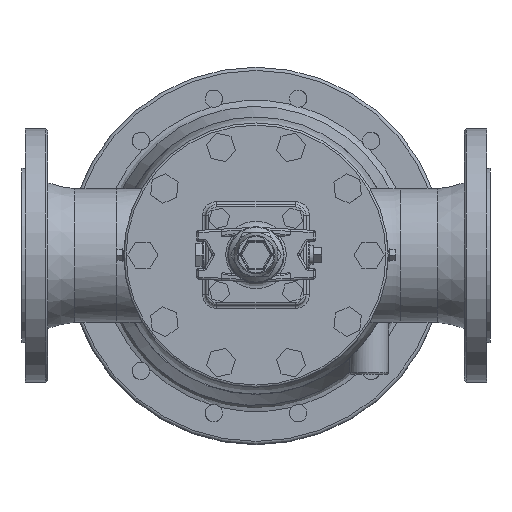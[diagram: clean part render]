
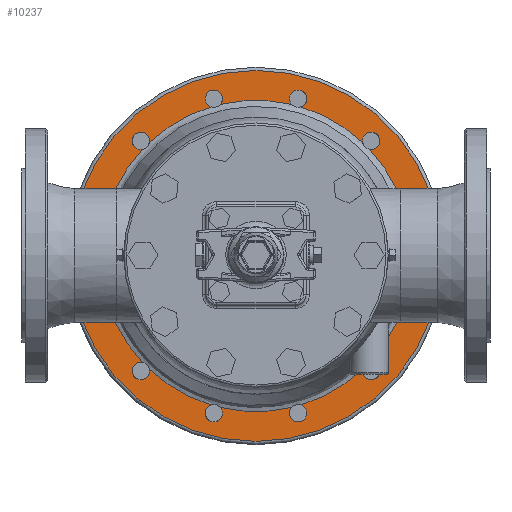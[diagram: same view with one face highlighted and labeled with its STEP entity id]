
A CAD part, top view. The second image highlights one B-rep face of the part: STEP entity #10237.
In plain terms, the highlighted planar face has unit normal (0, 0, 1).
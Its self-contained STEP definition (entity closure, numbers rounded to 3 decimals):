
#6878=CARTESIAN_POINT('',(-98.915,-105.124,-219.0));
#6879=VERTEX_POINT('',#6878);
#6880=CARTESIAN_POINT('',(-105.124,-98.915,-219.0));
#6881=VERTEX_POINT('',#6880);
#6882=CARTESIAN_POINT('',(-106.748,-106.748,-219.0));
#6883=DIRECTION('',(0.0,0.0,-1.0));
#6884=DIRECTION('',(0.866,-0.5,0.0));
#6885=AXIS2_PLACEMENT_3D('',#6882,#6883,#6884);
#6886=CIRCLE('',#6885,8.0);
#6887=EDGE_CURVE('',#6879,#6881,#6886,.T.);
#7162=CARTESIAN_POINT('',(-138.225,-41.583,-219.0));
#7163=VERTEX_POINT('',#7162);
#7164=CARTESIAN_POINT('',(-140.498,-33.101,-219.0));
#7165=VERTEX_POINT('',#7164);
#7166=CARTESIAN_POINT('',(-145.821,-39.073,-219.0));
#7167=DIRECTION('',(0.0,0.0,-1.0));
#7168=DIRECTION('',(0.5,-0.866,0.0));
#7169=AXIS2_PLACEMENT_3D('',#7166,#7167,#7168);
#7170=CIRCLE('',#7169,8.0);
#7171=EDGE_CURVE('',#7163,#7165,#7170,.T.);
#7444=CARTESIAN_POINT('',(-140.498,33.101,-219.0));
#7445=VERTEX_POINT('',#7444);
#7446=CARTESIAN_POINT('',(-138.225,41.583,-219.0));
#7447=VERTEX_POINT('',#7446);
#7448=CARTESIAN_POINT('',(-145.821,39.073,-219.0));
#7449=DIRECTION('',(0.0,0.0,-1.0));
#7450=DIRECTION('',(0.0,-1.0,0.0));
#7451=AXIS2_PLACEMENT_3D('',#7448,#7449,#7450);
#7452=CIRCLE('',#7451,8.);
#7453=EDGE_CURVE('',#7445,#7447,#7452,.T.);
#7728=CARTESIAN_POINT('',(-105.124,98.915,-219.0));
#7729=VERTEX_POINT('',#7728);
#7730=CARTESIAN_POINT('',(-98.915,105.124,-219.0));
#7731=VERTEX_POINT('',#7730);
#7732=CARTESIAN_POINT('',(-106.748,106.748,-219.0));
#7733=DIRECTION('',(0.0,0.0,-1.0));
#7734=DIRECTION('',(-0.5,-0.866,0.0));
#7735=AXIS2_PLACEMENT_3D('',#7732,#7733,#7734);
#7736=CIRCLE('',#7735,8.0);
#7737=EDGE_CURVE('',#7729,#7731,#7736,.T.);
#8012=CARTESIAN_POINT('',(-41.583,138.225,-219.0));
#8013=VERTEX_POINT('',#8012);
#8014=CARTESIAN_POINT('',(-33.101,140.498,-219.0));
#8015=VERTEX_POINT('',#8014);
#8016=CARTESIAN_POINT('',(-39.073,145.821,-219.0));
#8017=DIRECTION('',(0.0,0.0,-1.));
#8018=DIRECTION('',(-0.866,-0.5,0.0));
#8019=AXIS2_PLACEMENT_3D('',#8016,#8017,#8018);
#8020=CIRCLE('',#8019,8.0);
#8021=EDGE_CURVE('',#8013,#8015,#8020,.T.);
#8294=CARTESIAN_POINT('',(33.101,140.498,-219.0));
#8295=VERTEX_POINT('',#8294);
#8296=CARTESIAN_POINT('',(41.583,138.225,-219.0));
#8297=VERTEX_POINT('',#8296);
#8298=CARTESIAN_POINT('',(39.073,145.821,-219.0));
#8299=DIRECTION('',(0.0,0.0,-1.0));
#8300=DIRECTION('',(-1.0,0.0,0.0));
#8301=AXIS2_PLACEMENT_3D('',#8298,#8299,#8300);
#8302=CIRCLE('',#8301,8.0);
#8303=EDGE_CURVE('',#8295,#8297,#8302,.T.);
#8578=CARTESIAN_POINT('',(98.915,105.124,-219.0));
#8579=VERTEX_POINT('',#8578);
#8580=CARTESIAN_POINT('',(105.124,98.915,-219.0));
#8581=VERTEX_POINT('',#8580);
#8582=CARTESIAN_POINT('',(106.748,106.748,-219.0));
#8583=DIRECTION('',(0.0,0.0,-1.));
#8584=DIRECTION('',(-0.866,0.5,0.0));
#8585=AXIS2_PLACEMENT_3D('',#8582,#8583,#8584);
#8586=CIRCLE('',#8585,8.0);
#8587=EDGE_CURVE('',#8579,#8581,#8586,.T.);
#8862=CARTESIAN_POINT('',(138.225,41.583,-219.0));
#8863=VERTEX_POINT('',#8862);
#8864=CARTESIAN_POINT('',(140.498,33.101,-219.0));
#8865=VERTEX_POINT('',#8864);
#8866=CARTESIAN_POINT('',(145.821,39.073,-219.0));
#8867=DIRECTION('',(0.0,0.0,-1.));
#8868=DIRECTION('',(-0.5,0.866,0.0));
#8869=AXIS2_PLACEMENT_3D('',#8866,#8867,#8868);
#8870=CIRCLE('',#8869,8.0);
#8871=EDGE_CURVE('',#8863,#8865,#8870,.T.);
#9144=CARTESIAN_POINT('',(140.498,-33.101,-219.0));
#9145=VERTEX_POINT('',#9144);
#9146=CARTESIAN_POINT('',(138.225,-41.583,-219.0));
#9147=VERTEX_POINT('',#9146);
#9148=CARTESIAN_POINT('',(145.821,-39.073,-219.0));
#9149=DIRECTION('',(0.0,0.0,-1.0));
#9150=DIRECTION('',(0.0,1.0,0.0));
#9151=AXIS2_PLACEMENT_3D('',#9148,#9149,#9150);
#9152=CIRCLE('',#9151,8.0);
#9153=EDGE_CURVE('',#9145,#9147,#9152,.T.);
#9428=CARTESIAN_POINT('',(105.124,-98.915,-219.0));
#9429=VERTEX_POINT('',#9428);
#9430=CARTESIAN_POINT('',(98.915,-105.124,-219.0));
#9431=VERTEX_POINT('',#9430);
#9432=CARTESIAN_POINT('',(106.748,-106.748,-219.0));
#9433=DIRECTION('',(0.0,0.0,-1.0));
#9434=DIRECTION('',(0.5,0.866,0.0));
#9435=AXIS2_PLACEMENT_3D('',#9432,#9433,#9434);
#9436=CIRCLE('',#9435,8.0);
#9437=EDGE_CURVE('',#9429,#9431,#9436,.T.);
#9712=CARTESIAN_POINT('',(41.583,-138.225,-219.0));
#9713=VERTEX_POINT('',#9712);
#9714=CARTESIAN_POINT('',(33.101,-140.498,-219.0));
#9715=VERTEX_POINT('',#9714);
#9716=CARTESIAN_POINT('',(39.073,-145.821,-219.0));
#9717=DIRECTION('',(0.0,0.0,-1.));
#9718=DIRECTION('',(0.866,0.5,0.0));
#9719=AXIS2_PLACEMENT_3D('',#9716,#9717,#9718);
#9720=CIRCLE('',#9719,8.0);
#9721=EDGE_CURVE('',#9713,#9715,#9720,.T.);
#10004=CARTESIAN_POINT('',(-41.583,-138.225,-219.0));
#10005=VERTEX_POINT('',#10004);
#10006=CARTESIAN_POINT('',(0.0,0.0,-219.0));
#10007=DIRECTION('',(0.0,0.0,1.0));
#10008=DIRECTION('',(1.0,0.0,0.0));
#10009=AXIS2_PLACEMENT_3D('',#10006,#10007,#10008);
#10010=CIRCLE('',#10009,144.344);
#10011=EDGE_CURVE('',#6879,#10005,#10010,.T.);
#10013=CARTESIAN_POINT('',(-33.101,-140.498,-219.0));
#10014=VERTEX_POINT('',#10013);
#10030=CARTESIAN_POINT('',(0.0,0.0,-219.0));
#10031=DIRECTION('',(0.0,0.0,1.0));
#10032=DIRECTION('',(1.0,0.0,0.0));
#10033=AXIS2_PLACEMENT_3D('',#10030,#10031,#10032);
#10034=CIRCLE('',#10033,144.344);
#10035=EDGE_CURVE('',#10014,#9715,#10034,.T.);
#10038=CARTESIAN_POINT('',(0.0,0.0,-219.0));
#10039=DIRECTION('',(0.0,0.0,1.0));
#10040=DIRECTION('',(1.0,0.0,0.0));
#10041=AXIS2_PLACEMENT_3D('',#10038,#10039,#10040);
#10042=CIRCLE('',#10041,144.344);
#10043=EDGE_CURVE('',#9713,#9431,#10042,.T.);
#10046=CARTESIAN_POINT('',(0.0,0.0,-219.0));
#10047=DIRECTION('',(0.0,0.0,1.0));
#10048=DIRECTION('',(1.0,0.0,0.0));
#10049=AXIS2_PLACEMENT_3D('',#10046,#10047,#10048);
#10050=CIRCLE('',#10049,144.344);
#10051=EDGE_CURVE('',#9429,#9147,#10050,.T.);
#10054=CARTESIAN_POINT('',(0.0,0.0,-219.0));
#10055=DIRECTION('',(0.0,0.0,1.0));
#10056=DIRECTION('',(1.0,0.0,0.0));
#10057=AXIS2_PLACEMENT_3D('',#10054,#10055,#10056);
#10058=CIRCLE('',#10057,144.344);
#10059=EDGE_CURVE('',#9145,#8865,#10058,.T.);
#10062=CARTESIAN_POINT('',(0.0,0.0,-219.0));
#10063=DIRECTION('',(0.0,0.0,1.0));
#10064=DIRECTION('',(1.0,0.0,0.0));
#10065=AXIS2_PLACEMENT_3D('',#10062,#10063,#10064);
#10066=CIRCLE('',#10065,144.344);
#10067=EDGE_CURVE('',#8863,#8581,#10066,.T.);
#10070=CARTESIAN_POINT('',(0.0,0.0,-219.0));
#10071=DIRECTION('',(0.0,0.0,1.0));
#10072=DIRECTION('',(1.0,0.0,0.0));
#10073=AXIS2_PLACEMENT_3D('',#10070,#10071,#10072);
#10074=CIRCLE('',#10073,144.344);
#10075=EDGE_CURVE('',#8579,#8297,#10074,.T.);
#10078=CARTESIAN_POINT('',(0.0,0.0,-219.0));
#10079=DIRECTION('',(0.0,0.0,1.0));
#10080=DIRECTION('',(1.0,0.0,0.0));
#10081=AXIS2_PLACEMENT_3D('',#10078,#10079,#10080);
#10082=CIRCLE('',#10081,144.344);
#10083=EDGE_CURVE('',#8295,#8015,#10082,.T.);
#10086=CARTESIAN_POINT('',(0.0,0.0,-219.0));
#10087=DIRECTION('',(0.0,0.0,1.0));
#10088=DIRECTION('',(1.0,0.0,0.0));
#10089=AXIS2_PLACEMENT_3D('',#10086,#10087,#10088);
#10090=CIRCLE('',#10089,144.344);
#10091=EDGE_CURVE('',#8013,#7731,#10090,.T.);
#10094=CARTESIAN_POINT('',(0.0,0.0,-219.0));
#10095=DIRECTION('',(0.0,0.0,1.0));
#10096=DIRECTION('',(1.0,0.0,0.0));
#10097=AXIS2_PLACEMENT_3D('',#10094,#10095,#10096);
#10098=CIRCLE('',#10097,144.344);
#10099=EDGE_CURVE('',#7729,#7447,#10098,.T.);
#10102=CARTESIAN_POINT('',(0.0,0.0,-219.0));
#10103=DIRECTION('',(0.0,0.0,1.0));
#10104=DIRECTION('',(1.0,0.0,0.0));
#10105=AXIS2_PLACEMENT_3D('',#10102,#10103,#10104);
#10106=CIRCLE('',#10105,144.344);
#10107=EDGE_CURVE('',#7445,#7165,#10106,.T.);
#10110=CARTESIAN_POINT('',(0.0,0.0,-219.0));
#10111=DIRECTION('',(0.0,0.0,1.0));
#10112=DIRECTION('',(1.0,0.0,0.0));
#10113=AXIS2_PLACEMENT_3D('',#10110,#10111,#10112);
#10114=CIRCLE('',#10113,144.344);
#10115=EDGE_CURVE('',#7163,#6881,#10114,.T.);
#10165=CARTESIAN_POINT('',(-39.073,-145.821,-219.0));
#10166=DIRECTION('',(0.0,0.0,-1.0));
#10167=DIRECTION('',(1.0,0.0,0.0));
#10168=AXIS2_PLACEMENT_3D('',#10165,#10166,#10167);
#10169=CIRCLE('',#10168,8.0);
#10170=EDGE_CURVE('',#10014,#10005,#10169,.T.);
#10195=CARTESIAN_POINT('',(0.0,0.0,-219.0));
#10196=DIRECTION('',(0.0,0.0,-1.0));
#10197=DIRECTION('',(-1.0,0.0,0.0));
#10198=AXIS2_PLACEMENT_3D('',#10195,#10196,#10197);
#10199=PLANE('',#10198);
#10200=CARTESIAN_POINT('',(172.0,0.,-219.0));
#10201=VERTEX_POINT('',#10200);
#10202=CARTESIAN_POINT('',(0.0,0.0,-219.0));
#10203=DIRECTION('',(0.0,0.0,-1.0));
#10204=DIRECTION('',(-1.0,0.0,0.0));
#10205=AXIS2_PLACEMENT_3D('',#10202,#10203,#10204);
#10206=CIRCLE('',#10205,172.0);
#10207=EDGE_CURVE('',#10201,#10201,#10206,.T.);
#10208=ORIENTED_EDGE('',*,*,#10207,.F.);
#10209=EDGE_LOOP('',(#10208));
#10210=FACE_OUTER_BOUND('',#10209,.T.);
#10211=ORIENTED_EDGE('',*,*,#6887,.T.);
#10212=ORIENTED_EDGE('',*,*,#10115,.F.);
#10213=ORIENTED_EDGE('',*,*,#7171,.T.);
#10214=ORIENTED_EDGE('',*,*,#10107,.F.);
#10215=ORIENTED_EDGE('',*,*,#7453,.T.);
#10216=ORIENTED_EDGE('',*,*,#10099,.F.);
#10217=ORIENTED_EDGE('',*,*,#7737,.T.);
#10218=ORIENTED_EDGE('',*,*,#10091,.F.);
#10219=ORIENTED_EDGE('',*,*,#8021,.T.);
#10220=ORIENTED_EDGE('',*,*,#10083,.F.);
#10221=ORIENTED_EDGE('',*,*,#8303,.T.);
#10222=ORIENTED_EDGE('',*,*,#10075,.F.);
#10223=ORIENTED_EDGE('',*,*,#8587,.T.);
#10224=ORIENTED_EDGE('',*,*,#10067,.F.);
#10225=ORIENTED_EDGE('',*,*,#8871,.T.);
#10226=ORIENTED_EDGE('',*,*,#10059,.F.);
#10227=ORIENTED_EDGE('',*,*,#9153,.T.);
#10228=ORIENTED_EDGE('',*,*,#10051,.F.);
#10229=ORIENTED_EDGE('',*,*,#9437,.T.);
#10230=ORIENTED_EDGE('',*,*,#10043,.F.);
#10231=ORIENTED_EDGE('',*,*,#9721,.T.);
#10232=ORIENTED_EDGE('',*,*,#10035,.F.);
#10233=ORIENTED_EDGE('',*,*,#10170,.T.);
#10234=ORIENTED_EDGE('',*,*,#10011,.F.);
#10235=EDGE_LOOP('',(#10211,#10212,#10213,#10214,#10215,#10216,#10217,#10218,#10219,#10220,#10221,#10222,#10223,#10224,#10225,#10226,#10227,#10228,#10229,#10230,#10231,#10232,#10233,#10234));
#10236=FACE_BOUND('',#10235,.T.);
#10237=ADVANCED_FACE('',(#10210,#10236),#10199,.F.);
